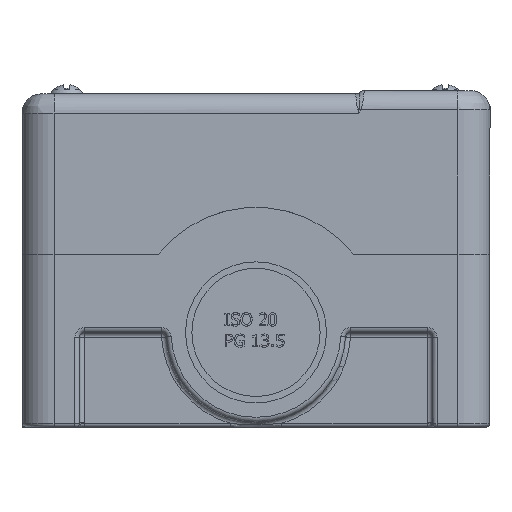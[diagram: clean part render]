
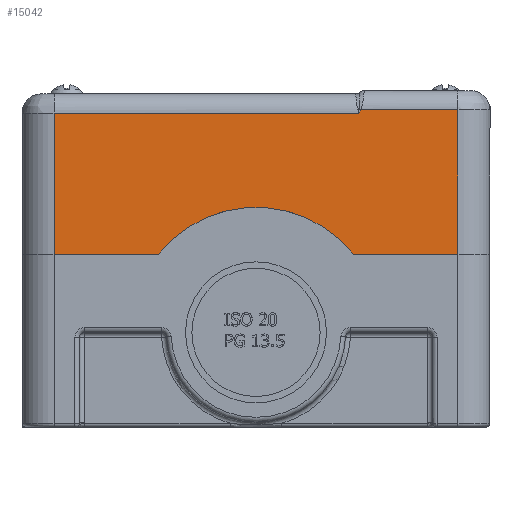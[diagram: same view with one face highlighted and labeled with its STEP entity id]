
A CAD part, front view. The second image highlights one B-rep face of the part: STEP entity #15042.
In plain terms, the highlighted planar face has unit normal (0, -1, 0).
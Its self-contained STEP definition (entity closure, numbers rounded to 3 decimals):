
#830=B_SPLINE_CURVE_WITH_KNOTS('',3,(#26658,#26659,#26660,#26661,#26662,
#26663),.UNSPECIFIED.,.F.,.F.,(4,2,4),(-0.001,0.,0.06),
 .UNSPECIFIED.);
#1086=PLANE('',#15993);
#2134=LINE('',#26628,#3417);
#2141=LINE('',#26652,#3424);
#2142=LINE('',#26654,#3425);
#2143=LINE('',#26656,#3426);
#2144=LINE('',#26665,#3427);
#2145=LINE('',#26666,#3428);
#3417=VECTOR('',#18778,16.292);
#3424=VECTOR('',#18797,16.292);
#3425=VECTOR('',#18798,22.5);
#3426=VECTOR('',#18799,15.155);
#3427=VECTOR('',#18800,47.5);
#3428=VECTOR('',#18801,22.);
#4664=FACE_OUTER_BOUND('',#5572,.T.);
#5572=EDGE_LOOP('',(#13343,#13344,#13345,#13346,#13347,#13348,#13349,#13350));
#6100=CIRCLE('',#15985,19.5);
#7356=VERTEX_POINT('',#26615);
#7357=VERTEX_POINT('',#26617);
#7360=VERTEX_POINT('',#26627);
#7371=VERTEX_POINT('',#26651);
#7372=VERTEX_POINT('',#26653);
#7373=VERTEX_POINT('',#26655);
#7374=VERTEX_POINT('',#26657);
#7375=VERTEX_POINT('',#26664);
#9400=EDGE_CURVE('',#7357,#7356,#6100,.T.);
#9405=EDGE_CURVE('',#7360,#7357,#2134,.T.);
#9417=EDGE_CURVE('',#7356,#7371,#2141,.T.);
#9418=EDGE_CURVE('',#7372,#7371,#2142,.T.);
#9419=EDGE_CURVE('',#7373,#7372,#2143,.T.);
#9420=EDGE_CURVE('',#7374,#7373,#830,.T.);
#9421=EDGE_CURVE('',#7375,#7374,#2144,.T.);
#9422=EDGE_CURVE('',#7360,#7375,#2145,.T.);
#13343=ORIENTED_EDGE('',*,*,#9400,.T.);
#13344=ORIENTED_EDGE('',*,*,#9417,.T.);
#13345=ORIENTED_EDGE('',*,*,#9418,.F.);
#13346=ORIENTED_EDGE('',*,*,#9419,.F.);
#13347=ORIENTED_EDGE('',*,*,#9420,.F.);
#13348=ORIENTED_EDGE('',*,*,#9421,.F.);
#13349=ORIENTED_EDGE('',*,*,#9422,.F.);
#13350=ORIENTED_EDGE('',*,*,#9405,.T.);
#15042=ADVANCED_FACE('',(#4664),#1086,.T.);
#15985=AXIS2_PLACEMENT_3D('',#26618,#18768,#18769);
#15993=AXIS2_PLACEMENT_3D('',#26650,#18795,#18796);
#18768=DIRECTION('center_axis',(0.,1.,0.));
#18769=DIRECTION('ref_axis',(0.78,0.,0.626));
#18778=DIRECTION('',(1.,0.,0.));
#18795=DIRECTION('center_axis',(0.,-1.,0.));
#18796=DIRECTION('ref_axis',(1.,0.,0.));
#18797=DIRECTION('',(1.,0.,0.));
#18798=DIRECTION('',(0.,0.,-1.));
#18799=DIRECTION('',(1.,0.,0.));
#18800=DIRECTION('',(1.,0.,0.));
#18801=DIRECTION('',(0.,0.,1.));
#26615=CARTESIAN_POINT('',(15.208,-136.5,0.));
#26617=CARTESIAN_POINT('',(-15.208,-136.5,0.));
#26618=CARTESIAN_POINT('Origin',(0.,-136.5,-12.206));
#26627=CARTESIAN_POINT('',(-31.5,-136.5,0.));
#26628=CARTESIAN_POINT('',(-36.5,-136.5,0.));
#26650=CARTESIAN_POINT('Origin',(-36.5,-136.5,0.));
#26651=CARTESIAN_POINT('',(31.5,-136.5,0.));
#26652=CARTESIAN_POINT('',(-36.5,-136.5,0.));
#26653=CARTESIAN_POINT('',(31.5,-136.5,22.5));
#26654=CARTESIAN_POINT('',(31.5,-136.5,0.));
#26655=CARTESIAN_POINT('',(16.345,-136.5,22.5));
#26656=CARTESIAN_POINT('',(-5.195,-136.5,22.5));
#26657=CARTESIAN_POINT('',(16.,-136.5,22.));
#26658=CARTESIAN_POINT('Ctrl Pts',(16.,-136.5,22.));
#26659=CARTESIAN_POINT('Ctrl Pts',(16.001,-136.5,22.002));
#26660=CARTESIAN_POINT('Ctrl Pts',(16.002,-136.5,22.003));
#26661=CARTESIAN_POINT('Ctrl Pts',(16.119,-136.5,22.169));
#26662=CARTESIAN_POINT('Ctrl Pts',(16.235,-136.5,22.333));
#26663=CARTESIAN_POINT('Ctrl Pts',(16.345,-136.5,22.5));
#26664=CARTESIAN_POINT('',(-31.5,-136.5,22.));
#26665=CARTESIAN_POINT('',(-18.25,-136.5,22.));
#26666=CARTESIAN_POINT('',(-31.5,-136.5,0.));
